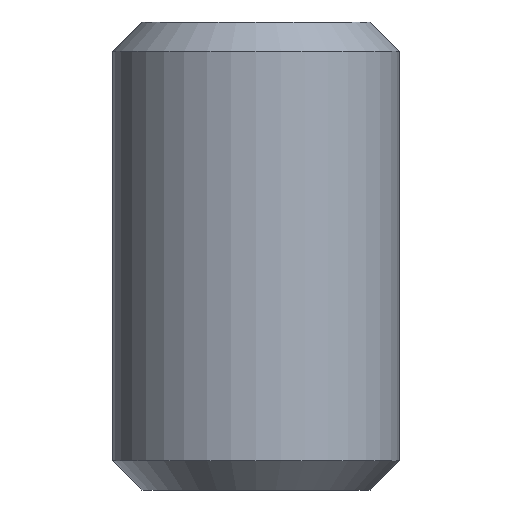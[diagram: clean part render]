
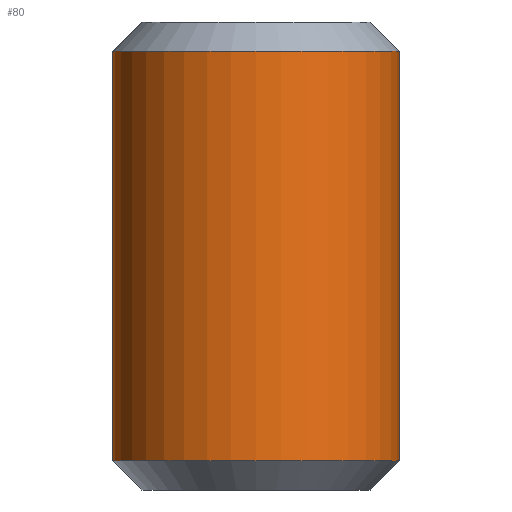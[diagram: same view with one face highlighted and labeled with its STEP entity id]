
A CAD part, front view. The second image highlights one B-rep face of the part: STEP entity #80.
In plain terms, the highlighted cylindrical face has radius 2.45 mm (diameter 4.9 mm), a full revolution.
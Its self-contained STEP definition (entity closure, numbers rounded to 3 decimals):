
#80 = ADVANCED_FACE( '', ( #100, #101 ), #102, .T. );
#100 = FACE_OUTER_BOUND( '', #128, .T. );
#101 = FACE_OUTER_BOUND( '', #129, .T. );
#102 = CYLINDRICAL_SURFACE( '', #130, 2.45 );
#128 = EDGE_LOOP( '', ( #182 ) );
#129 = EDGE_LOOP( '', ( #183 ) );
#130 = AXIS2_PLACEMENT_3D( '', #184, #185, #186 );
#182 = ORIENTED_EDGE( '', *, *, #242, .T. );
#183 = ORIENTED_EDGE( '', *, *, #232, .T. );
#184 = CARTESIAN_POINT( '', ( 0., 0., 8. ) );
#185 = DIRECTION( '', ( 0., 0., 1. ) );
#186 = DIRECTION( '', ( -1., 0., 0. ) );
#232 = EDGE_CURVE( '', #262, #262, #263, .T. );
#242 = EDGE_CURVE( '', #279, #279, #280, .F. );
#262 = VERTEX_POINT( '', #306 );
#263 = CIRCLE( '', #307, 2.45 );
#279 = VERTEX_POINT( '', #332 );
#280 = CIRCLE( '', #333, 2.45 );
#306 = CARTESIAN_POINT( '', ( -2.45, 0., 7.5 ) );
#307 = AXIS2_PLACEMENT_3D( '', #352, #353, #354 );
#332 = CARTESIAN_POINT( '', ( -2.45, 0., 0.5 ) );
#333 = AXIS2_PLACEMENT_3D( '', #364, #365, #366 );
#352 = CARTESIAN_POINT( '', ( 0., 0., 7.5 ) );
#353 = DIRECTION( '', ( 0., 0., -1. ) );
#354 = DIRECTION( '', ( -1., 0., 0. ) );
#364 = CARTESIAN_POINT( '', ( 0., 0., 0.5 ) );
#365 = DIRECTION( '', ( 0., 0., -1. ) );
#366 = DIRECTION( '', ( -1., 0., 0. ) );
